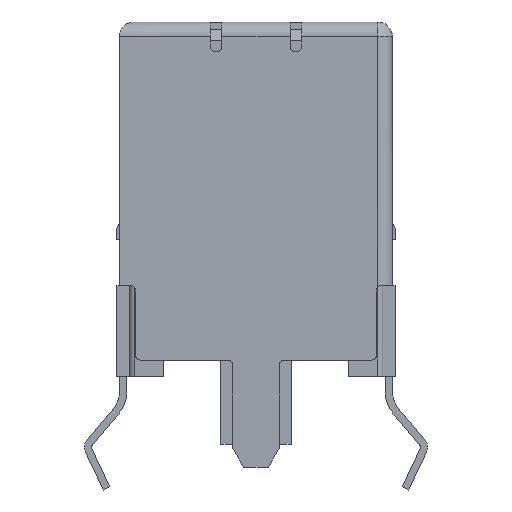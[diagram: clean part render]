
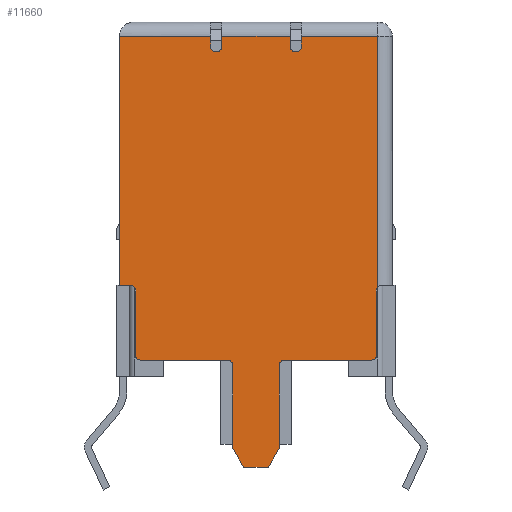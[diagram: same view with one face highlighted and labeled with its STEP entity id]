
A CAD part, front view. The second image highlights one B-rep face of the part: STEP entity #11660.
In plain terms, the highlighted planar face has unit normal (0, -1, 0).
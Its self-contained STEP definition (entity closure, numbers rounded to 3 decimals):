
#1974=DIRECTION('',(0.,0.,1.));
#1975=VECTOR('',#1974,0.43);
#1976=CARTESIAN_POINT('',(-2.,-5.728,-0.75));
#1977=LINE('',#1976,#1975);
#2144=DIRECTION('',(0.,0.,-1.));
#2145=VECTOR('',#2144,0.43);
#2146=CARTESIAN_POINT('',(-1.5,-5.728,-0.32));
#2147=LINE('',#2146,#2145);
#3251=DIRECTION('',(0.,0.,-1.));
#3252=VECTOR('',#3251,0.43);
#3253=CARTESIAN_POINT('',(1.5,-5.728,-0.32));
#3254=LINE('',#3253,#3252);
#3343=DIRECTION('',(0.,0.,-1.));
#3344=VECTOR('',#3343,0.43);
#3345=CARTESIAN_POINT('',(2.,-5.728,-0.32));
#3346=LINE('',#3345,#3344);
#3399=DIRECTION('',(0.,0.,-1.));
#3400=VECTOR('',#3399,11.045);
#3401=CARTESIAN_POINT('',(5.365,-5.728,-0.32));
#3402=LINE('',#3401,#3400);
#3403=CARTESIAN_POINT('',(5.513,-5.728,-11.5));
#3404=DIRECTION('',(0.,-1.,0.));
#3405=DIRECTION('',(-0.74,0.,0.673));
#3406=AXIS2_PLACEMENT_3D('',#3403,#3404,#3405);
#3408=DIRECTION('',(0.,0.,-1.));
#3409=VECTOR('',#3408,2.89);
#3410=CARTESIAN_POINT('',(5.313,-5.728,-11.5));
#3411=LINE('',#3410,#3409);
#3412=CARTESIAN_POINT('',(5.113,-5.728,-14.39));
#3413=DIRECTION('',(0.,-1.,0.));
#3414=DIRECTION('',(0.,0.,-1.));
#3415=AXIS2_PLACEMENT_3D('',#3412,#3413,#3414);
#3417=DIRECTION('',(1.,0.,0.));
#3418=VECTOR('',#3417,3.843);
#3419=CARTESIAN_POINT('',(1.27,-5.728,-14.59));
#3420=LINE('',#3419,#3418);
#3421=DIRECTION('',(0.,0.,1.));
#3422=VECTOR('',#3421,3.65);
#3423=CARTESIAN_POINT('',(1.02,-5.728,-18.49));
#3424=LINE('',#3423,#3422);
#3425=DIRECTION('',(0.501,0.,0.866));
#3426=VECTOR('',#3425,0.959);
#3427=CARTESIAN_POINT('',(0.54,-5.728,-19.32));
#3428=LINE('',#3427,#3426);
#3429=DIRECTION('',(1.,0.,0.));
#3430=VECTOR('',#3429,1.08);
#3431=CARTESIAN_POINT('',(-0.54,-5.728,-19.32));
#3432=LINE('',#3431,#3430);
#3433=DIRECTION('',(0.501,0.,-0.866));
#3434=VECTOR('',#3433,0.959);
#3435=CARTESIAN_POINT('',(-1.02,-5.728,-18.49));
#3436=LINE('',#3435,#3434);
#3437=DIRECTION('',(0.,0.,-1.));
#3438=VECTOR('',#3437,3.65);
#3439=CARTESIAN_POINT('',(-1.02,-5.728,-14.84));
#3440=LINE('',#3439,#3438);
#3441=DIRECTION('',(1.,0.,0.));
#3442=VECTOR('',#3441,3.843);
#3443=CARTESIAN_POINT('',(-5.113,-5.728,-14.59));
#3444=LINE('',#3443,#3442);
#3445=CARTESIAN_POINT('',(-5.113,-5.728,-14.39));
#3446=DIRECTION('',(0.,-1.,0.));
#3447=DIRECTION('',(-1.,0.,0.));
#3448=AXIS2_PLACEMENT_3D('',#3445,#3446,#3447);
#3450=DIRECTION('',(0.,0.,1.));
#3451=VECTOR('',#3450,2.89);
#3452=CARTESIAN_POINT('',(-5.313,-5.728,-14.39));
#3453=LINE('',#3452,#3451);
#3454=CARTESIAN_POINT('',(-5.513,-5.728,-11.5));
#3455=DIRECTION('',(0.,-1.,0.));
#3456=DIRECTION('',(1.,0.,0.));
#3457=AXIS2_PLACEMENT_3D('',#3454,#3455,#3456);
#3459=DIRECTION('',(1.,0.,0.));
#3460=VECTOR('',#3459,0.5);
#3461=CARTESIAN_POINT('',(-6.013,-5.728,-11.3));
#3462=LINE('',#3461,#3460);
#3463=DIRECTION('',(1.,0.,0.));
#3464=VECTOR('',#3463,4.013);
#3465=CARTESIAN_POINT('',(-6.013,-5.728,-0.32));
#3466=LINE('',#3465,#3464);
#3467=CARTESIAN_POINT('',(-1.75,-5.728,-0.75));
#3468=DIRECTION('',(0.,-1.,0.));
#3469=DIRECTION('',(-1.,0.,0.));
#3470=AXIS2_PLACEMENT_3D('',#3467,#3468,#3469);
#3472=DIRECTION('',(1.,0.,0.));
#3473=VECTOR('',#3472,3.);
#3474=CARTESIAN_POINT('',(-1.5,-5.728,-0.32));
#3475=LINE('',#3474,#3473);
#3476=CARTESIAN_POINT('',(1.75,-5.728,-0.75));
#3477=DIRECTION('',(0.,-1.,0.));
#3478=DIRECTION('',(-1.,0.,0.));
#3479=AXIS2_PLACEMENT_3D('',#3476,#3477,#3478);
#3481=DIRECTION('',(1.,0.,0.));
#3482=VECTOR('',#3481,3.365);
#3483=CARTESIAN_POINT('',(2.,-5.728,-0.32));
#3484=LINE('',#3483,#3482);
#3949=DIRECTION('',(0.,0.,-1.));
#3950=VECTOR('',#3949,10.98);
#3951=CARTESIAN_POINT('',(-6.013,-5.728,-0.32));
#3952=LINE('',#3951,#3950);
#4865=CARTESIAN_POINT('',(-1.27,-5.728,-14.84));
#4866=DIRECTION('',(0.,1.,0.));
#4867=DIRECTION('',(0.,0.,1.));
#4868=AXIS2_PLACEMENT_3D('',#4865,#4866,#4867);
#4904=CARTESIAN_POINT('',(1.27,-5.728,-14.84));
#4905=DIRECTION('',(0.,1.,0.));
#4906=DIRECTION('',(-1.,0.,0.));
#4907=AXIS2_PLACEMENT_3D('',#4904,#4905,#4906);
#5042=CARTESIAN_POINT('',(5.365,-5.728,-11.365));
#6076=CARTESIAN_POINT('',(-1.02,-5.728,-18.49));
#6077=CARTESIAN_POINT('',(-0.54,-5.728,-19.32));
#6078=VERTEX_POINT('',#6076);
#6079=VERTEX_POINT('',#6077);
#6080=CARTESIAN_POINT('',(0.54,-5.728,-19.32));
#6081=VERTEX_POINT('',#6080);
#6082=CARTESIAN_POINT('',(1.02,-5.728,-18.49));
#6083=VERTEX_POINT('',#6082);
#6286=CARTESIAN_POINT('',(2.,-5.728,-0.32));
#6288=VERTEX_POINT('',#6286);
#6328=CARTESIAN_POINT('',(-6.013,-5.728,-0.32));
#6329=CARTESIAN_POINT('',(-2.,-5.728,-0.32));
#6330=VERTEX_POINT('',#6328);
#6331=VERTEX_POINT('',#6329);
#6342=CARTESIAN_POINT('',(-1.5,-5.728,-0.32));
#6343=VERTEX_POINT('',#6342);
#6344=CARTESIAN_POINT('',(1.5,-5.728,-0.32));
#6345=VERTEX_POINT('',#6344);
#6350=CARTESIAN_POINT('',(-1.5,-5.728,-0.75));
#6351=VERTEX_POINT('',#6350);
#6352=CARTESIAN_POINT('',(1.5,-5.728,-0.75));
#6353=VERTEX_POINT('',#6352);
#6366=CARTESIAN_POINT('',(-2.,-5.728,-0.75));
#6367=VERTEX_POINT('',#6366);
#6368=CARTESIAN_POINT('',(2.,-5.728,-0.75));
#6369=VERTEX_POINT('',#6368);
#6374=CARTESIAN_POINT('',(5.313,-5.728,-11.5));
#6375=CARTESIAN_POINT('',(5.313,-5.728,-14.39));
#6376=VERTEX_POINT('',#6374);
#6377=VERTEX_POINT('',#6375);
#6378=CARTESIAN_POINT('',(5.113,-5.728,-14.59));
#6379=VERTEX_POINT('',#6378);
#6380=CARTESIAN_POINT('',(-5.313,-5.728,-14.39));
#6381=CARTESIAN_POINT('',(-5.113,-5.728,-14.59));
#6382=VERTEX_POINT('',#6380);
#6383=VERTEX_POINT('',#6381);
#6384=CARTESIAN_POINT('',(-5.313,-5.728,-11.5));
#6385=VERTEX_POINT('',#6384);
#6386=CARTESIAN_POINT('',(-5.513,-5.728,-11.3));
#6387=VERTEX_POINT('',#6386);
#6388=CARTESIAN_POINT('',(-6.013,-5.728,-11.3));
#6389=VERTEX_POINT('',#6388);
#6498=VERTEX_POINT('',#5042);
#6499=CARTESIAN_POINT('',(5.365,-5.728,-0.32));
#6500=VERTEX_POINT('',#6499);
#6909=CARTESIAN_POINT('',(-1.27,-5.728,-14.59));
#6911=VERTEX_POINT('',#6909);
#6913=CARTESIAN_POINT('',(-1.02,-5.728,-14.84));
#6915=VERTEX_POINT('',#6913);
#6918=CARTESIAN_POINT('',(1.27,-5.728,-14.59));
#6920=VERTEX_POINT('',#6918);
#6922=CARTESIAN_POINT('',(1.02,-5.728,-14.84));
#6924=VERTEX_POINT('',#6922);
#11604=CARTESIAN_POINT('',(2.,-5.728,0.));
#11605=DIRECTION('',(0.,-1.,0.));
#11606=DIRECTION('',(1.,0.,0.));
#11607=AXIS2_PLACEMENT_3D('',#11604,#11605,#11606);
#11608=PLANE('',#11607);
#11610=ORIENTED_EDGE('',*,*,#11609,.T.);
#11612=ORIENTED_EDGE('',*,*,#11611,.T.);
#11614=ORIENTED_EDGE('',*,*,#11613,.T.);
#11616=ORIENTED_EDGE('',*,*,#11615,.F.);
#11618=ORIENTED_EDGE('',*,*,#11617,.F.);
#11620=ORIENTED_EDGE('',*,*,#11619,.F.);
#11622=ORIENTED_EDGE('',*,*,#11621,.F.);
#11624=ORIENTED_EDGE('',*,*,#11623,.F.);
#11626=ORIENTED_EDGE('',*,*,#11625,.F.);
#11628=ORIENTED_EDGE('',*,*,#11627,.F.);
#11630=ORIENTED_EDGE('',*,*,#11629,.F.);
#11632=ORIENTED_EDGE('',*,*,#11631,.F.);
#11634=ORIENTED_EDGE('',*,*,#11633,.F.);
#11636=ORIENTED_EDGE('',*,*,#11635,.F.);
#11638=ORIENTED_EDGE('',*,*,#11637,.T.);
#11640=ORIENTED_EDGE('',*,*,#11639,.T.);
#11642=ORIENTED_EDGE('',*,*,#11641,.F.);
#11644=ORIENTED_EDGE('',*,*,#11643,.F.);
#11646=ORIENTED_EDGE('',*,*,#11645,.T.);
#11647=ORIENTED_EDGE('',*,*,#9706,.F.);
#11649=ORIENTED_EDGE('',*,*,#11648,.T.);
#11650=ORIENTED_EDGE('',*,*,#9845,.F.);
#11652=ORIENTED_EDGE('',*,*,#11651,.T.);
#11653=ORIENTED_EDGE('',*,*,#11391,.T.);
#11655=ORIENTED_EDGE('',*,*,#11654,.T.);
#11656=ORIENTED_EDGE('',*,*,#11455,.F.);
#11657=ORIENTED_EDGE('',*,*,#11596,.T.);
#11658=EDGE_LOOP('',(#11610,#11612,#11614,#11616,#11618,#11620,#11622,#11624,
#11626,#11628,#11630,#11632,#11634,#11636,#11638,#11640,#11642,#11644,#11646,
#11647,#11649,#11650,#11652,#11653,#11655,#11656,#11657));
#11659=FACE_OUTER_BOUND('',#11658,.F.);
#3407=CIRCLE('',#3406,0.2);
#3416=CIRCLE('',#3415,0.2);
#3449=CIRCLE('',#3448,0.2);
#3458=CIRCLE('',#3457,0.2);
#3471=CIRCLE('',#3470,0.25);
#3480=CIRCLE('',#3479,0.25);
#4869=CIRCLE('',#4868,0.25);
#4908=CIRCLE('',#4907,0.25);
#9706=EDGE_CURVE('',#6367,#6331,#1977,.T.);
#9845=EDGE_CURVE('',#6343,#6351,#2147,.T.);
#11391=EDGE_CURVE('',#6345,#6353,#3254,.T.);
#11455=EDGE_CURVE('',#6288,#6369,#3346,.T.);
#11596=EDGE_CURVE('',#6288,#6500,#3484,.T.);
#11609=EDGE_CURVE('',#6500,#6498,#3402,.T.);
#11611=EDGE_CURVE('',#6498,#6376,#3407,.T.);
#11613=EDGE_CURVE('',#6376,#6377,#3411,.T.);
#11615=EDGE_CURVE('',#6379,#6377,#3416,.T.);
#11617=EDGE_CURVE('',#6920,#6379,#3420,.T.);
#11619=EDGE_CURVE('',#6924,#6920,#4908,.T.);
#11621=EDGE_CURVE('',#6083,#6924,#3424,.T.);
#11623=EDGE_CURVE('',#6081,#6083,#3428,.T.);
#11625=EDGE_CURVE('',#6079,#6081,#3432,.T.);
#11627=EDGE_CURVE('',#6078,#6079,#3436,.T.);
#11629=EDGE_CURVE('',#6915,#6078,#3440,.T.);
#11631=EDGE_CURVE('',#6911,#6915,#4869,.T.);
#11633=EDGE_CURVE('',#6383,#6911,#3444,.T.);
#11635=EDGE_CURVE('',#6382,#6383,#3449,.T.);
#11637=EDGE_CURVE('',#6382,#6385,#3453,.T.);
#11639=EDGE_CURVE('',#6385,#6387,#3458,.T.);
#11641=EDGE_CURVE('',#6389,#6387,#3462,.T.);
#11643=EDGE_CURVE('',#6330,#6389,#3952,.T.);
#11645=EDGE_CURVE('',#6330,#6331,#3466,.T.);
#11648=EDGE_CURVE('',#6367,#6351,#3471,.T.);
#11651=EDGE_CURVE('',#6343,#6345,#3475,.T.);
#11654=EDGE_CURVE('',#6353,#6369,#3480,.T.);
#11660=ADVANCED_FACE('',(#11659),#11608,.T.);
